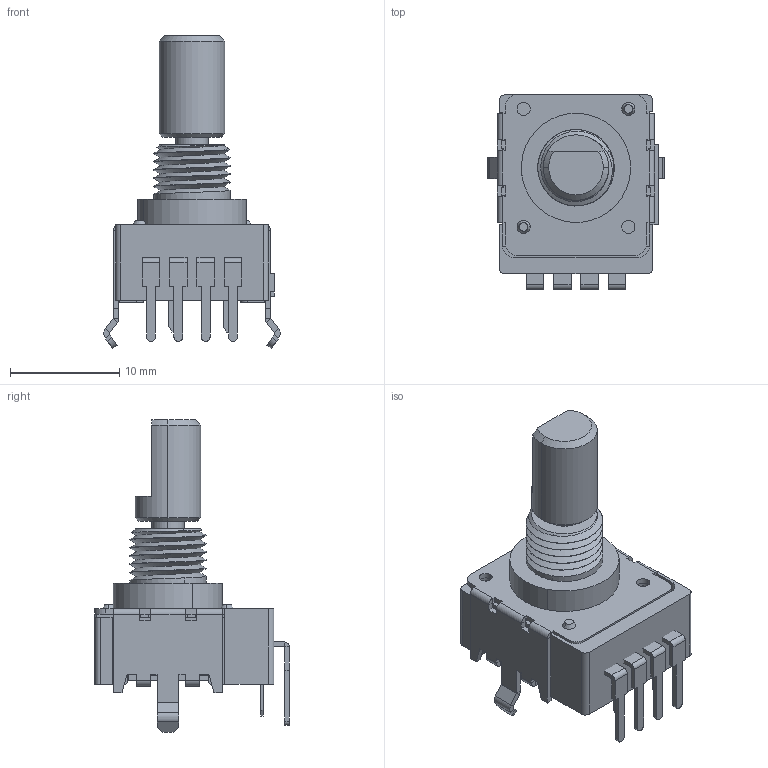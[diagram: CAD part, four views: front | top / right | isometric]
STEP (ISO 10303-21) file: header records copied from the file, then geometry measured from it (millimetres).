
FILE_DESCRIPTION(('FreeCAD Model'),'2;1');
FILE_NAME('Open CASCADE Shape Model','2024-01-02T11:13:59',('Author'),( ''),'Open CASCADE STEP processor 7.6','FreeCAD','Unknown');
FILE_SCHEMA(('AUTOMOTIVE_DESIGN { 1 0 10303 214 1 1 1 1 }'));
Length unit declared in the file: millimetre
Products named in the file (11): PCBA-ENDLESSPOT; KV04142F-XXX; Pins; InternalPlate; MountingPin; Internal; Shaft; SwitchPin1; SwotchPin2; PanelMount; Body_SV09142FP-40
Assembly tree (10 placements, depth 2):
  PCBA-ENDLESSPOT
    KV04142F-XXX
    Pins
    InternalPlate
    MountingPin
    Internal
    Shaft
    SwitchPin1
    SwotchPin2
    PanelMount
    Body_SV09142FP-40
Bounding box: 16.15 x 17.8 x 28.64 mm (x, y, z)
Volume: 1744.9 mm3; surface area: 4055.6 mm2
Topology: 10 solids, 10 shells, 800 faces, 2042 edges, 1286 vertices
Faces by surface type: plane 511, cylinder 254, cone 19, torus 12, revolution 2, bspline 2
Entity records: 25029 total; most frequent: CARTESIAN_POINT 4984, DIRECTION 4173, ORIENTED_EDGE 4080, EDGE_CURVE 2040, LINE 1455, VECTOR 1455, AXIS2_PLACEMENT_3D 1358, VERTEX_POINT 1286
